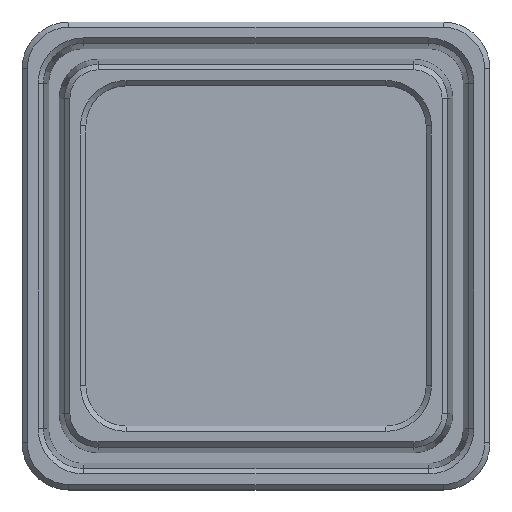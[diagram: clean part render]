
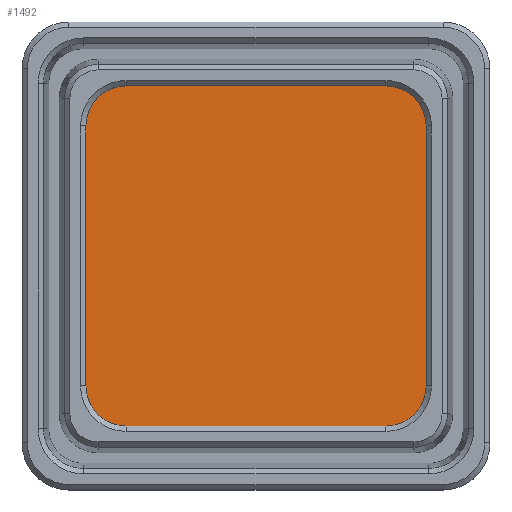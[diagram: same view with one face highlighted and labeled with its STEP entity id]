
A CAD part, top view. The second image highlights one B-rep face of the part: STEP entity #1492.
In plain terms, the highlighted planar face has unit normal (0, 0, 1).
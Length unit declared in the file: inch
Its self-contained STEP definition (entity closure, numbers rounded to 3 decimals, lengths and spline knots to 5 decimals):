
#82=PLANE('',#1659);
#175=FACE_OUTER_BOUND('',#271,.T.);
#271=EDGE_LOOP('',(#1364,#1365,#1366,#1367,#1368,#1369,#1370,#1371));
#300=CIRCLE('',#1570,0.23622);
#301=CIRCLE('',#1573,0.23622);
#330=CIRCLE('',#1652,0.23622);
#331=CIRCLE('',#1655,0.23622);
#397=LINE('',#2308,#545);
#400=LINE('',#2316,#548);
#477=LINE('',#2528,#625);
#479=LINE('',#2534,#627);
#545=VECTOR('',#1857,0.3937);
#548=VECTOR('',#1866,0.3937);
#625=VECTOR('',#2101,0.3937);
#627=VECTOR('',#2109,0.3937);
#686=VERTEX_POINT('',#2300);
#687=VERTEX_POINT('',#2302);
#688=VERTEX_POINT('',#2306);
#689=VERTEX_POINT('',#2310);
#690=VERTEX_POINT('',#2314);
#745=VERTEX_POINT('',#2522);
#746=VERTEX_POINT('',#2526);
#747=VERTEX_POINT('',#2530);
#839=EDGE_CURVE('',#687,#686,#300,.T.);
#842=EDGE_CURVE('',#686,#688,#397,.T.);
#844=EDGE_CURVE('',#688,#689,#301,.T.);
#846=EDGE_CURVE('',#689,#690,#400,.T.);
#950=EDGE_CURVE('',#690,#745,#330,.T.);
#952=EDGE_CURVE('',#745,#746,#477,.T.);
#954=EDGE_CURVE('',#746,#747,#331,.T.);
#955=EDGE_CURVE('',#747,#687,#479,.T.);
#1364=ORIENTED_EDGE('',*,*,#950,.T.);
#1365=ORIENTED_EDGE('',*,*,#952,.T.);
#1366=ORIENTED_EDGE('',*,*,#954,.T.);
#1367=ORIENTED_EDGE('',*,*,#955,.T.);
#1368=ORIENTED_EDGE('',*,*,#839,.T.);
#1369=ORIENTED_EDGE('',*,*,#842,.T.);
#1370=ORIENTED_EDGE('',*,*,#844,.T.);
#1371=ORIENTED_EDGE('',*,*,#846,.T.);
#1492=ADVANCED_FACE('',(#175),#82,.T.);
#1570=AXIS2_PLACEMENT_3D('',#2303,#1851,#1852);
#1573=AXIS2_PLACEMENT_3D('',#2312,#1861,#1862);
#1652=AXIS2_PLACEMENT_3D('',#2524,#2096,#2097);
#1655=AXIS2_PLACEMENT_3D('',#2532,#2105,#2106);
#1659=AXIS2_PLACEMENT_3D('',#2537,#2114,#2115);
#1851=DIRECTION('center_axis',(0.,0.,1.));
#1852=DIRECTION('ref_axis',(-0.707,0.707,0.));
#1857=DIRECTION('',(0.,-1.,0.));
#1861=DIRECTION('center_axis',(0.,0.,1.));
#1862=DIRECTION('ref_axis',(-0.707,-0.707,0.));
#1866=DIRECTION('',(1.,0.,0.));
#2096=DIRECTION('center_axis',(0.,0.,1.));
#2097=DIRECTION('ref_axis',(0.707,-0.707,0.));
#2101=DIRECTION('',(0.,1.,0.));
#2105=DIRECTION('center_axis',(0.,0.,1.));
#2106=DIRECTION('ref_axis',(0.707,0.707,0.));
#2109=DIRECTION('',(-1.,0.,0.));
#2114=DIRECTION('center_axis',(0.,0.,1.));
#2115=DIRECTION('ref_axis',(1.,0.,0.));
#2300=CARTESIAN_POINT('',(-1.,0.76378,0.));
#2302=CARTESIAN_POINT('',(-0.76378,1.,0.));
#2303=CARTESIAN_POINT('Origin',(-0.76378,0.76378,0.));
#2306=CARTESIAN_POINT('',(-1.,-0.76378,0.));
#2308=CARTESIAN_POINT('',(-1.,-0.5,0.));
#2310=CARTESIAN_POINT('',(-0.76378,-1.,0.));
#2312=CARTESIAN_POINT('Origin',(-0.76378,-0.76378,0.));
#2314=CARTESIAN_POINT('',(0.76378,-1.,0.));
#2316=CARTESIAN_POINT('',(0.5,-1.,0.));
#2522=CARTESIAN_POINT('',(1.,-0.76378,0.));
#2524=CARTESIAN_POINT('Origin',(0.76378,-0.76378,0.));
#2526=CARTESIAN_POINT('',(1.,0.76378,0.));
#2528=CARTESIAN_POINT('',(1.,0.5,0.));
#2530=CARTESIAN_POINT('',(0.76378,1.,0.));
#2532=CARTESIAN_POINT('Origin',(0.76378,0.76378,0.));
#2534=CARTESIAN_POINT('',(-0.5,1.,0.));
#2537=CARTESIAN_POINT('Origin',(0.,0.,
0.));
